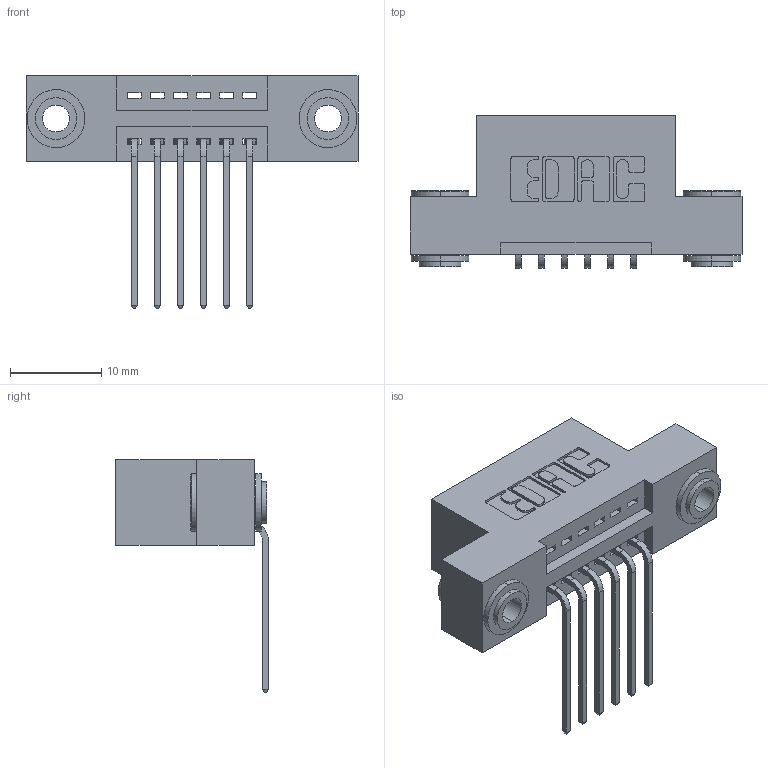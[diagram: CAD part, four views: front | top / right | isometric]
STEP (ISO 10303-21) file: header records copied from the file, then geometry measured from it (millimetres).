
FILE_DESCRIPTION (( 'STEP AP203' ), '1' );
FILE_NAME ('395-006-559-103.STEP', '2018-10-23T20:21:50', ( '' ), ( '' ), 'SwSTEP 2.0', 'SolidWorks 2016', '' );
FILE_SCHEMA (( 'CONFIG_CONTROL_DESIGN' ));
Length unit declared in the file: inch
Products named in the file (4): 345-292-001_558 559 Tail - 1; 395-006-559-103; 345-250-002_345-250-002-102; 345 Part_Flush Mounting Lugs - 0.156 Dia-TH
Assembly tree (9 placements, depth 2):
  395-006-559-103
    345 Part_Flush Mounting Lugs - 0.156 Dia-TH
    345-292-001_558 559 Tail - 1  x6
    345-250-002_345-250-002-102  x2
Bounding box: 36.45 x 16.75 x 25.53 mm (x, y, z)
Volume: 3206.4 mm3; surface area: 4103.8 mm2
Topology: 9 solids, 9 shells, 524 faces, 1509 edges, 994 vertices
Faces by surface type: plane 342, cylinder 174, cone 8
Entity records: 10096 total; most frequent: CARTESIAN_POINT 1729, ORIENTED_EDGE 1662, DIRECTION 1593, EDGE_CURVE 831, LINE 651, VECTOR 651, VERTEX_POINT 550, AXIS2_PLACEMENT_3D 471
